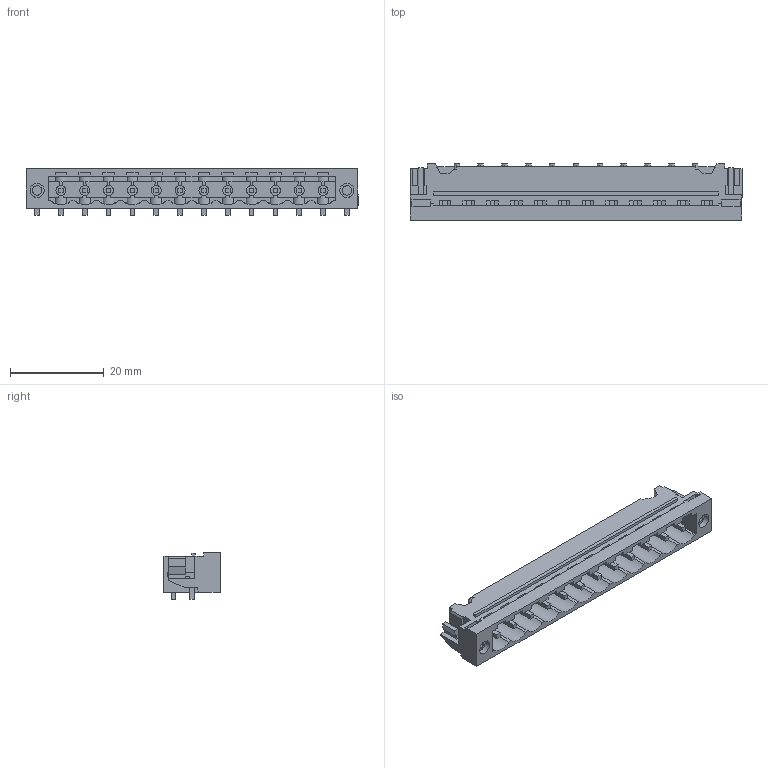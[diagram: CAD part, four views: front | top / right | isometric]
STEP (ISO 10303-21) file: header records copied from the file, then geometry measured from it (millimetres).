
FILE_DESCRIPTION(('CATIA V5 STEP Exchange','CAx-IF Rec.Pracs.--- Model Styling and Organization---1.4--- 2014-01-23'),'2;1');
FILE_NAME ('D1451556_0_1374890000_1374890000.stp','2019-01-09T12:41:26+00:00',('none'),('Weidmueller'),'CATIA Version 5-6 Release 2016 SP3 HF44','CATIA V5 STEP AP214','none');
FILE_SCHEMA(('AUTOMOTIVE_DESIGN { 1 0 10303 214 1 1 1 1 }'));
Length unit declared in the file: millimetre
Products named in the file (1): 1374890000
Bounding box: 70.76 x 12 x 9.93 mm (x, y, z)
Volume: 2672.4 mm3; surface area: 5910 mm2
Topology: 15 solids, 15 shells, 793 faces, 2472 edges, 1689 vertices
Faces by surface type: plane 655, cylinder 118, extrusion 20
Entity records: 27152 total; most frequent: CARTESIAN_POINT 6018, ORIENTED_EDGE 4944, DIRECTION 3164, EDGE_CURVE 2472, VECTOR 1970, LINE 1950, VERTEX_POINT 1689, EDGE_LOOP 829
